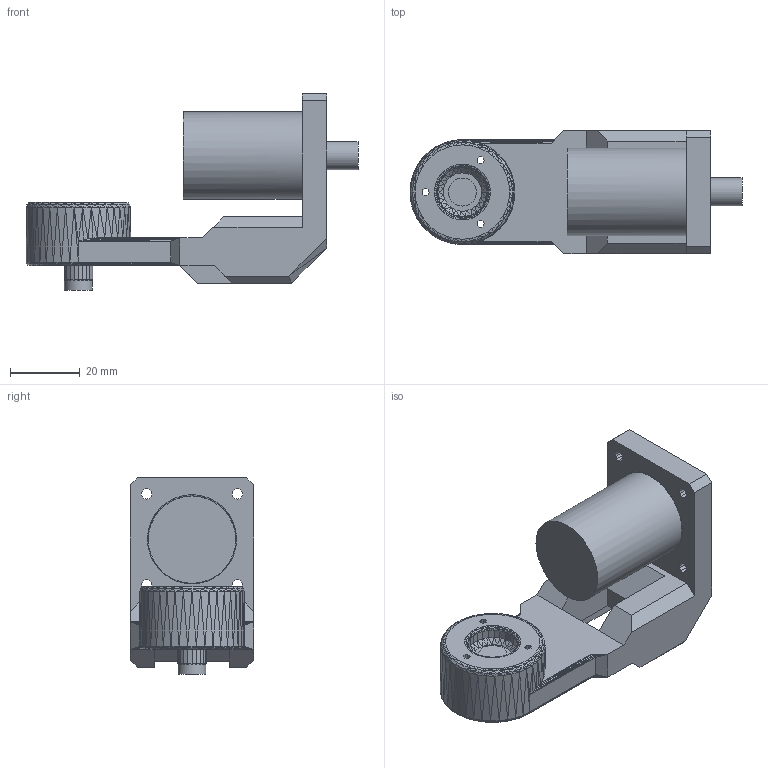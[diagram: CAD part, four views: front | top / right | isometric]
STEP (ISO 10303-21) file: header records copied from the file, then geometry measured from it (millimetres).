
FILE_DESCRIPTION(('FreeCAD Model'),'2;1');
FILE_NAME('Open CASCADE Shape Model','2024-12-04T18:55:06',(''),(''), 'Open CASCADE STEP processor 7.8','FreeCAD','Unknown');
FILE_SCHEMA(('AUTOMOTIVE_DESIGN { 1 0 10303 214 1 1 1 1 }'));
Length unit declared in the file: millimetre
Products named in the file (1): PART_6
Bounding box: 95 x 35.2 x 56.2 mm (x, y, z)
Volume: 56084.9 mm3; surface area: 16516 mm2
Topology: 1 solids, 1 shells, 1466 faces, 2806 edges, 1352 vertices
Faces by surface type: plane 1462, cylinder 4
Full cylindrical faces by diameter (mm): 8 x3, 25 x1
Entity records: 34271 total; most frequent: DIRECTION 5855, CARTESIAN_POINT 5625, ORIENTED_EDGE 5612, EDGE_CURVE 2806, LINE 2691, VECTOR 2691, AXIS2_PLACEMENT_3D 1582, FACE_BOUND 1492
